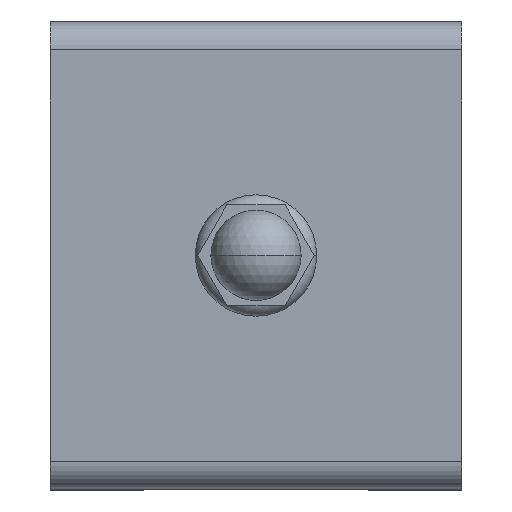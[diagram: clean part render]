
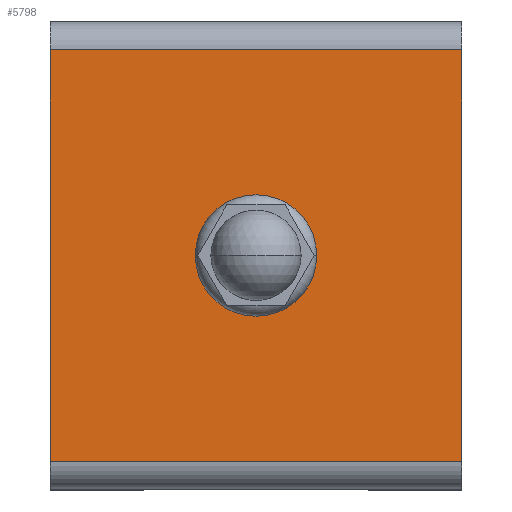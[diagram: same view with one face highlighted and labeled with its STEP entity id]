
A CAD part, top view. The second image highlights one B-rep face of the part: STEP entity #5798.
In plain terms, the highlighted planar face has unit normal (0, 0, 1).
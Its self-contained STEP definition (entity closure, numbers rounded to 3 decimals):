
#78 = FACE_BOUND ( 'NONE', #1284, .T. ) ;
#131 = DIRECTION ( 'NONE',  ( 0., 0., 1. ) ) ;
#565 = ORIENTED_EDGE ( 'NONE', *, *, #5620, .T. ) ;
#769 = VECTOR ( 'NONE', #7402, 1000. ) ;
#773 = FACE_OUTER_BOUND ( 'NONE', #1314, .T. ) ;
#822 = DIRECTION ( 'NONE',  ( -1., 0., 0. ) ) ;
#876 = CARTESIAN_POINT ( 'NONE',  ( 22., 11., 13. ) ) ;
#1284 = EDGE_LOOP ( 'NONE', ( #4378, #6309 ) ) ;
#1314 = EDGE_LOOP ( 'NONE', ( #565, #4858, #5481, #6937 ) ) ;
#1354 = DIRECTION ( 'NONE',  ( -1., 0., 0. ) ) ;
#1893 = AXIS2_PLACEMENT_3D ( 'NONE', #4035, #4509, #1354 ) ;
#1933 = AXIS2_PLACEMENT_3D ( 'NONE', #3375, #131, #822 ) ;
#2322 = DIRECTION ( 'NONE',  ( 0., 0., 1. ) ) ;
#2689 = VERTEX_POINT ( 'NONE', #6563 ) ;
#2707 = DIRECTION ( 'NONE',  ( 0., -1., 0. ) ) ;
#3093 = EDGE_CURVE ( 'NONE', #6210, #7242, #6386, .T. ) ;
#3291 = CARTESIAN_POINT ( 'NONE',  ( 8., 0., 13. ) ) ;
#3375 = CARTESIAN_POINT ( 'NONE',  ( 11., 0., 13. ) ) ;
#3377 = CARTESIAN_POINT ( 'NONE',  ( 22., -11., 13. ) ) ;
#3644 = CARTESIAN_POINT ( 'NONE',  ( 0., -11., 13. ) ) ;
#3814 = LINE ( 'NONE', #6181, #769 ) ;
#4035 = CARTESIAN_POINT ( 'NONE',  ( 22., -11., 13. ) ) ;
#4104 = LINE ( 'NONE', #3644, #8095 ) ;
#4260 = VERTEX_POINT ( 'NONE', #876 ) ;
#4378 = ORIENTED_EDGE ( 'NONE', *, *, #3093, .F. ) ;
#4509 = DIRECTION ( 'NONE',  ( 0., 0., -1. ) ) ;
#4613 = VERTEX_POINT ( 'NONE', #7777 ) ;
#4821 = CARTESIAN_POINT ( 'NONE',  ( 11., 0., 13. ) ) ;
#4858 = ORIENTED_EDGE ( 'NONE', *, *, #6909, .F. ) ;
#4913 = VECTOR ( 'NONE', #7513, 1000. ) ;
#4969 = CARTESIAN_POINT ( 'NONE',  ( 22., 11., 13. ) ) ;
#5014 = DIRECTION ( 'NONE',  ( 0., -1., 0. ) ) ;
#5065 = PLANE ( 'NONE',  #1893 ) ;
#5106 = LINE ( 'NONE', #4969, #4913 ) ;
#5169 = EDGE_CURVE ( 'NONE', #4260, #6193, #5106, .T. ) ;
#5451 = DIRECTION ( 'NONE',  ( -1., 0., 0. ) ) ;
#5481 = ORIENTED_EDGE ( 'NONE', *, *, #6285, .F. ) ;
#5620 = EDGE_CURVE ( 'NONE', #6193, #2689, #4104, .T. ) ;
#5629 = AXIS2_PLACEMENT_3D ( 'NONE', #4821, #2322, #5451 ) ;
#5798 = ADVANCED_FACE ( 'NONE', ( #78, #773 ), #5065, .F. ) ;
#6181 = CARTESIAN_POINT ( 'NONE',  ( 22., -11., 13. ) ) ;
#6193 = VERTEX_POINT ( 'NONE', #7082 ) ;
#6210 = VERTEX_POINT ( 'NONE', #3291 ) ;
#6276 = LINE ( 'NONE', #3377, #6979 ) ;
#6285 = EDGE_CURVE ( 'NONE', #4260, #4613, #6276, .T. ) ;
#6309 = ORIENTED_EDGE ( 'NONE', *, *, #7578, .F. ) ;
#6386 = CIRCLE ( 'NONE', #1933, 3. ) ;
#6563 = CARTESIAN_POINT ( 'NONE',  ( 0., -11., 13. ) ) ;
#6909 = EDGE_CURVE ( 'NONE', #4613, #2689, #3814, .T. ) ;
#6937 = ORIENTED_EDGE ( 'NONE', *, *, #5169, .T. ) ;
#6979 = VECTOR ( 'NONE', #2707, 1000. ) ;
#7082 = CARTESIAN_POINT ( 'NONE',  ( 0., 11., 13. ) ) ;
#7242 = VERTEX_POINT ( 'NONE', #7615 ) ;
#7402 = DIRECTION ( 'NONE',  ( -1., 0., 0. ) ) ;
#7513 = DIRECTION ( 'NONE',  ( -1., 0., 0. ) ) ;
#7578 = EDGE_CURVE ( 'NONE', #7242, #6210, #8193, .T. ) ;
#7615 = CARTESIAN_POINT ( 'NONE',  ( 14., 0., 13. ) ) ;
#7777 = CARTESIAN_POINT ( 'NONE',  ( 22., -11., 13. ) ) ;
#8095 = VECTOR ( 'NONE', #5014, 1000. ) ;
#8193 = CIRCLE ( 'NONE', #5629, 3. ) ;
